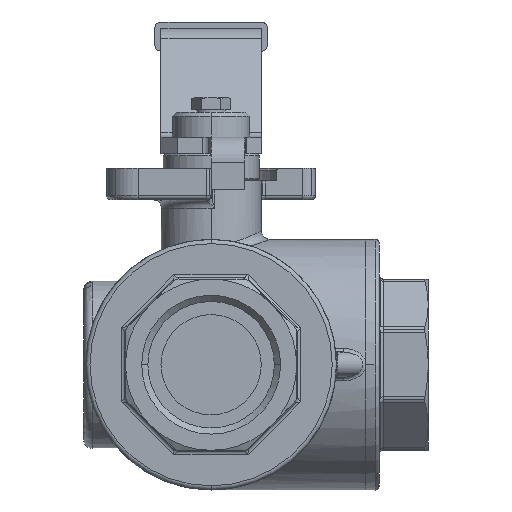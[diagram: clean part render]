
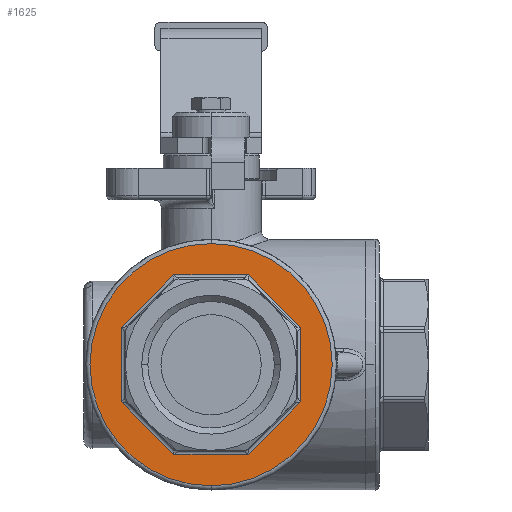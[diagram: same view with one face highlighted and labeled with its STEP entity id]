
A CAD part, left-side view. The second image highlights one B-rep face of the part: STEP entity #1625.
In plain terms, the highlighted planar face has unit normal (-1, 0, 0).
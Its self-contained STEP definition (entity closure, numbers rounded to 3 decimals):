
#1625=ADVANCED_FACE('',(#3537,#3538),#3539,.T.);
#3537=FACE_OUTER_BOUND('',#11686,.T.);
#3538=FACE_BOUND('',#11687,.T.);
#3539=PLANE('',#11688);
#11686=EDGE_LOOP('',(#16697,#16698));
#11687=EDGE_LOOP('',(#16699,#16700,#16701,#16702,#16703,#16704,#16705,#16706));
#11688=AXIS2_PLACEMENT_3D('',#16707,#16708,#16709);
#16697=ORIENTED_EDGE('',*,*,#19564,.F.);
#16698=ORIENTED_EDGE('',*,*,#20848,.F.);
#16699=ORIENTED_EDGE('',*,*,#20778,.F.);
#16700=ORIENTED_EDGE('',*,*,#20802,.F.);
#16701=ORIENTED_EDGE('',*,*,#20798,.F.);
#16702=ORIENTED_EDGE('',*,*,#20835,.F.);
#16703=ORIENTED_EDGE('',*,*,#20754,.F.);
#16704=ORIENTED_EDGE('',*,*,#20828,.F.);
#16705=ORIENTED_EDGE('',*,*,#20815,.F.);
#16706=ORIENTED_EDGE('',*,*,#20771,.F.);
#16707=CARTESIAN_POINT('',(-40.25,28.75,0.0));
#16708=DIRECTION('',(-1.0,0.0,0.0));
#16709=DIRECTION('',(0.0,0.0,1.0));
#19564=EDGE_CURVE('',#22259,#22253,#22261,.T.);
#20754=EDGE_CURVE('',#23959,#23961,#23962,.T.);
#20771=EDGE_CURVE('',#23981,#23974,#23983,.T.);
#20778=EDGE_CURVE('',#23989,#23981,#23991,.T.);
#20798=EDGE_CURVE('',#24009,#24013,#24014,.T.);
#20802=EDGE_CURVE('',#24013,#23989,#24018,.T.);
#20815=EDGE_CURVE('',#23974,#24033,#24034,.T.);
#20828=EDGE_CURVE('',#24033,#23959,#24047,.T.);
#20835=EDGE_CURVE('',#23961,#24009,#24054,.T.);
#20848=EDGE_CURVE('',#22253,#22259,#24068,.T.);
#22253=VERTEX_POINT('',#26007);
#22259=VERTEX_POINT('',#26013);
#22261=CIRCLE('',#26015,29.0);
#23959=VERTEX_POINT('',#31821);
#23961=VERTEX_POINT('',#31823);
#23962=LINE('',#31824,#31825);
#23974=VERTEX_POINT('',#31861);
#23981=VERTEX_POINT('',#31869);
#23983=LINE('',#31871,#31872);
#23989=VERTEX_POINT('',#31878);
#23991=LINE('',#31880,#31881);
#24009=VERTEX_POINT('',#31924);
#24013=VERTEX_POINT('',#31928);
#24014=LINE('',#31929,#31930);
#24018=LINE('',#31934,#31935);
#24033=VERTEX_POINT('',#31974);
#24034=LINE('',#31975,#31976);
#24047=LINE('',#32004,#32005);
#24054=LINE('',#32012,#32013);
#24068=CIRCLE('',#32042,29.0);
#26007=CARTESIAN_POINT('',(-40.25,0.,29.0));
#26013=CARTESIAN_POINT('',(-40.25,0.,-29.0));
#26015=AXIS2_PLACEMENT_3D('',#34642,#34643,#34644);
#31821=CARTESIAN_POINT('',(-40.25,-21.5,-8.906));
#31823=CARTESIAN_POINT('',(-40.25,-21.5,8.906));
#31824=CARTESIAN_POINT('',(-40.25,-21.5,-8.906));
#31825=VECTOR('',#36203,17.811);
#31861=CARTESIAN_POINT('',(-40.25,8.906,-21.5));
#31869=CARTESIAN_POINT('',(-40.25,21.5,-8.906));
#31871=CARTESIAN_POINT('',(-40.25,21.5,-8.906));
#31872=VECTOR('',#36224,17.811);
#31878=CARTESIAN_POINT('',(-40.25,21.5,8.906));
#31880=CARTESIAN_POINT('',(-40.25,21.5,8.906));
#31881=VECTOR('',#36234,17.811);
#31924=CARTESIAN_POINT('',(-40.25,-8.906,21.5));
#31928=CARTESIAN_POINT('',(-40.25,8.906,21.5));
#31929=CARTESIAN_POINT('',(-40.25,-8.906,21.5));
#31930=VECTOR('',#36255,17.811);
#31934=CARTESIAN_POINT('',(-40.25,8.906,21.5));
#31935=VECTOR('',#36262,17.811);
#31974=CARTESIAN_POINT('',(-40.25,-8.906,-21.5));
#31975=CARTESIAN_POINT('',(-40.25,8.906,-21.5));
#31976=VECTOR('',#36270,17.811);
#32004=CARTESIAN_POINT('',(-40.25,-8.906,-21.5));
#32005=VECTOR('',#36284,17.811);
#32012=CARTESIAN_POINT('',(-40.25,-21.5,8.906));
#32013=VECTOR('',#36294,17.811);
#32042=AXIS2_PLACEMENT_3D('',#36305,#36306,#36307);
#34642=CARTESIAN_POINT('',(-40.25,0.0,0.0));
#34643=DIRECTION('',(1.0,0.0,0.0));
#34644=DIRECTION('',(0.0,-1.0,0.0));
#36203=DIRECTION('',(0.0,0.0,1.0));
#36224=DIRECTION('',(0.0,-0.707,-0.707));
#36234=DIRECTION('',(0.0,0.0,-1.0));
#36255=DIRECTION('',(0.0,1.0,0.0));
#36262=DIRECTION('',(0.0,0.707,-0.707));
#36270=DIRECTION('',(0.0,-1.0,0.0));
#36284=DIRECTION('',(0.0,-0.707,0.707));
#36294=DIRECTION('',(0.0,0.707,0.707));
#36305=CARTESIAN_POINT('',(-40.25,0.0,0.0));
#36306=DIRECTION('',(1.0,0.0,0.0));
#36307=DIRECTION('',(0.0,-1.0,0.0));
